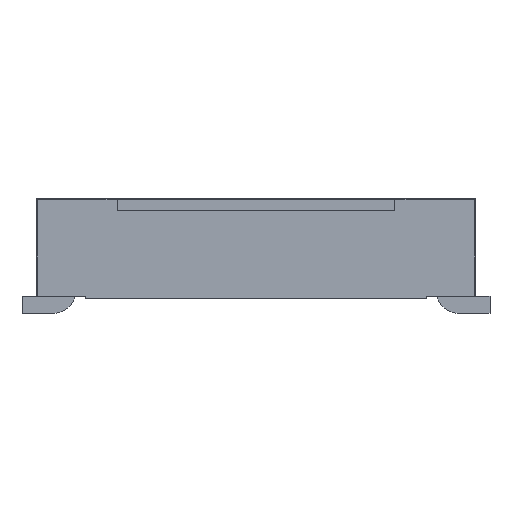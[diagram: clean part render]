
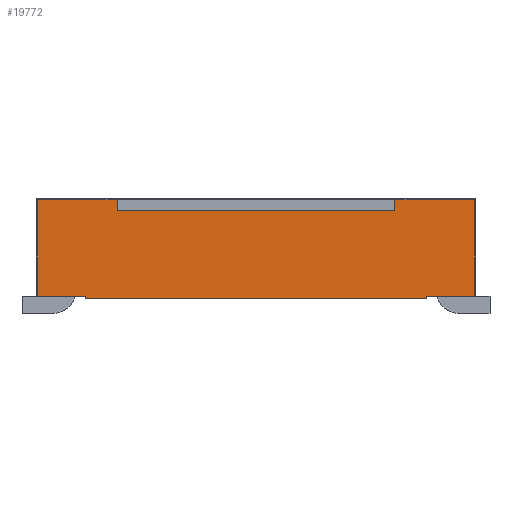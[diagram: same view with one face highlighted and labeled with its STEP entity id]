
A CAD part, left-side view. The second image highlights one B-rep face of the part: STEP entity #19772.
In plain terms, the highlighted planar face has unit normal (-1, 0, 0).
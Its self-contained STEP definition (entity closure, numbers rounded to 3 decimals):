
#421=PLANE('',#23331);
#1497=LINE('',#30827,#3755);
#1500=LINE('',#30833,#3758);
#1503=LINE('',#30839,#3761);
#1516=LINE('',#30872,#3774);
#1553=LINE('',#30957,#3811);
#1554=LINE('',#30959,#3812);
#1555=LINE('',#30962,#3813);
#1556=LINE('',#30963,#3814);
#1557=LINE('',#30965,#3815);
#1558=LINE('',#30967,#3816);
#1559=LINE('',#30969,#3817);
#1560=LINE('',#30970,#3818);
#3755=VECTOR('',#25431,1000.);
#3758=VECTOR('',#25436,1000.);
#3761=VECTOR('',#25441,1000.);
#3774=VECTOR('',#25468,1000.);
#3811=VECTOR('',#25537,1000.);
#3812=VECTOR('',#25540,1000.);
#3813=VECTOR('',#25541,1000.);
#3814=VECTOR('',#25542,1000.);
#3815=VECTOR('',#25543,1000.);
#3816=VECTOR('',#25544,1000.);
#3817=VECTOR('',#25545,1000.);
#3818=VECTOR('',#25546,1000.);
#6436=ORIENTED_EDGE('',*,*,#12072,.T.);
#6437=ORIENTED_EDGE('',*,*,#12073,.T.);
#6438=ORIENTED_EDGE('',*,*,#12012,.T.);
#6439=ORIENTED_EDGE('',*,*,#12009,.T.);
#6440=ORIENTED_EDGE('',*,*,#12006,.T.);
#6441=ORIENTED_EDGE('',*,*,#12074,.T.);
#6442=ORIENTED_EDGE('',*,*,#12075,.T.);
#6443=ORIENTED_EDGE('',*,*,#12076,.F.);
#6444=ORIENTED_EDGE('',*,*,#12077,.T.);
#6445=ORIENTED_EDGE('',*,*,#12028,.T.);
#6446=ORIENTED_EDGE('',*,*,#12071,.F.);
#6447=ORIENTED_EDGE('',*,*,#12078,.T.);
#12006=EDGE_CURVE('',#14811,#14810,#1497,.T.);
#12009=EDGE_CURVE('',#14813,#14811,#1500,.T.);
#12012=EDGE_CURVE('',#14815,#14813,#1503,.T.);
#12028=EDGE_CURVE('',#14828,#14829,#1516,.T.);
#12071=EDGE_CURVE('',#14859,#14829,#1553,.T.);
#12072=EDGE_CURVE('',#14860,#14861,#1554,.F.);
#12073=EDGE_CURVE('',#14861,#14815,#1555,.F.);
#12074=EDGE_CURVE('',#14810,#14862,#1556,.F.);
#12075=EDGE_CURVE('',#14862,#14863,#1557,.T.);
#12076=EDGE_CURVE('',#14864,#14863,#1558,.T.);
#12077=EDGE_CURVE('',#14864,#14828,#1559,.T.);
#12078=EDGE_CURVE('',#14859,#14860,#1560,.T.);
#14810=VERTEX_POINT('',#30826);
#14811=VERTEX_POINT('',#30828);
#14813=VERTEX_POINT('',#30834);
#14815=VERTEX_POINT('',#30840);
#14828=VERTEX_POINT('',#30873);
#14829=VERTEX_POINT('',#30874);
#14859=VERTEX_POINT('',#30956);
#14860=VERTEX_POINT('',#30960);
#14861=VERTEX_POINT('',#30961);
#14862=VERTEX_POINT('',#30964);
#14863=VERTEX_POINT('',#30966);
#14864=VERTEX_POINT('',#30968);
#17105=EDGE_LOOP('',(#6436,#6437,#6438,#6439,#6440,#6441,#6442,#6443,#6444,
#6445,#6446,#6447));
#18323=FACE_BOUND('',#17105,.T.);
#19772=ADVANCED_FACE('',(#18323),#421,.F.);
#23331=AXIS2_PLACEMENT_3D('',#30958,#25538,#25539);
#25431=DIRECTION('',(0.,0.,1.));
#25436=DIRECTION('',(0.,1.,0.));
#25441=DIRECTION('',(0.,0.,-1.));
#25468=DIRECTION('',(0.,-1.,0.));
#25537=DIRECTION('',(0.,0.,-1.));
#25538=DIRECTION('',(1.,0.,0.));
#25539=DIRECTION('',(0.,0.,-1.));
#25540=DIRECTION('',(0.,0.,-1.));
#25541=DIRECTION('',(0.,-1.,0.));
#25542=DIRECTION('',(0.,-1.,0.));
#25543=DIRECTION('',(0.,0.,-1.));
#25544=DIRECTION('',(0.,1.,0.));
#25545=DIRECTION('',(0.,0.,-1.));
#25546=DIRECTION('',(0.,-1.,0.));
#30826=CARTESIAN_POINT('',(-8.25,2.85,2.03));
#30827=CARTESIAN_POINT('',(-8.25,2.85,1.8));
#30828=CARTESIAN_POINT('',(-8.25,2.85,1.8));
#30833=CARTESIAN_POINT('',(-8.25,-2.85,1.8));
#30834=CARTESIAN_POINT('',(-8.25,-2.85,1.8));
#30839=CARTESIAN_POINT('',(-8.25,-2.85,2.05));
#30840=CARTESIAN_POINT('',(-8.25,-2.85,2.03));
#30872=CARTESIAN_POINT('',(-8.25,4.5,0.));
#30873=CARTESIAN_POINT('',(-8.25,3.5,0.));
#30874=CARTESIAN_POINT('',(-8.25,-3.5,0.));
#30956=CARTESIAN_POINT('',(-8.25,-3.5,0.05));
#30957=CARTESIAN_POINT('',(-8.25,-3.5,0.05));
#30958=CARTESIAN_POINT('',(-8.25,4.5,2.05));
#30959=CARTESIAN_POINT('',(-8.25,-4.48,2.05));
#30960=CARTESIAN_POINT('',(-8.25,-4.48,0.05));
#30961=CARTESIAN_POINT('',(-8.25,-4.48,2.03));
#30962=CARTESIAN_POINT('',(-8.25,-2.85,2.03));
#30963=CARTESIAN_POINT('',(-8.25,4.5,2.03));
#30964=CARTESIAN_POINT('',(-8.25,4.48,2.03));
#30965=CARTESIAN_POINT('',(-8.25,4.48,2.05));
#30966=CARTESIAN_POINT('',(-8.25,4.48,0.05));
#30967=CARTESIAN_POINT('',(-8.25,3.5,0.05));
#30968=CARTESIAN_POINT('',(-8.25,3.5,0.05));
#30969=CARTESIAN_POINT('',(-8.25,3.5,0.05));
#30970=CARTESIAN_POINT('',(-8.25,-3.5,0.05));
